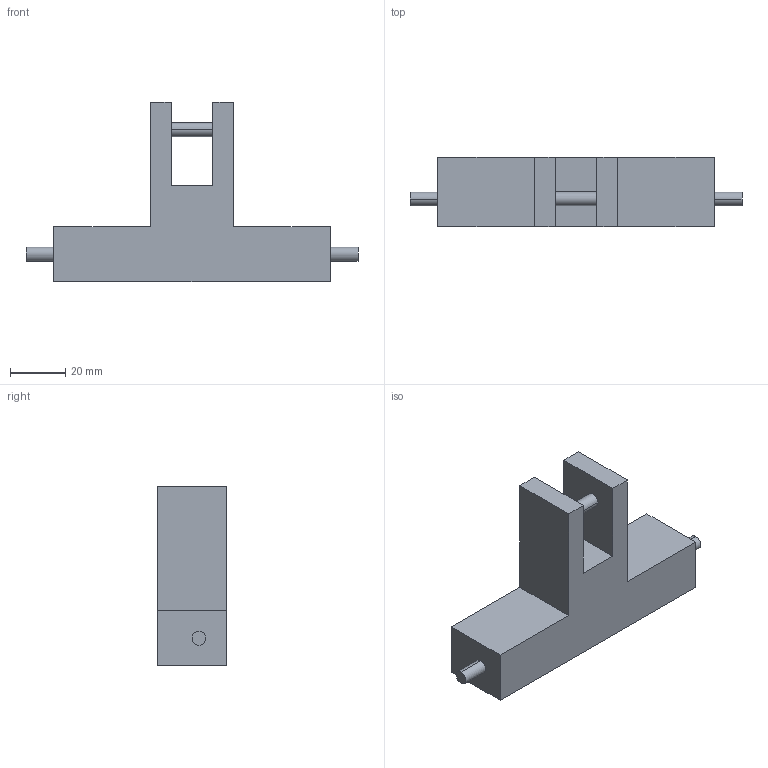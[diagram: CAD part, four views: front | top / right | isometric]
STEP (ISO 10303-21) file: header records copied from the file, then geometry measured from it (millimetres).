
FILE_DESCRIPTION (( 'STEP AP203' ), '1' );
FILE_NAME ('Platform_Default_sldprt.STEP', '2020-03-18T01:21:31', ( '' ), ( '' ), 'SwSTEP 2.0', 'SolidWorks 2016', '' );
FILE_SCHEMA (( 'CONFIG_CONTROL_DESIGN' ));
Length unit declared in the file: millimetre
Products named in the file (1): Platform_Default_sldprt
Bounding box: 120 x 25 x 65 mm (x, y, z)
Volume: 73187.2 mm3; surface area: 16060.5 mm2
Topology: 1 solids, 1 shells, 22 faces, 54 edges, 36 vertices
Faces by surface type: plane 16, cylinder 6
Entity records: 731 total; most frequent: CARTESIAN_POINT 113, DIRECTION 112, ORIENTED_EDGE 108, EDGE_CURVE 54, VECTOR 42, LINE 42, VERTEX_POINT 36, AXIS2_PLACEMENT_3D 35
